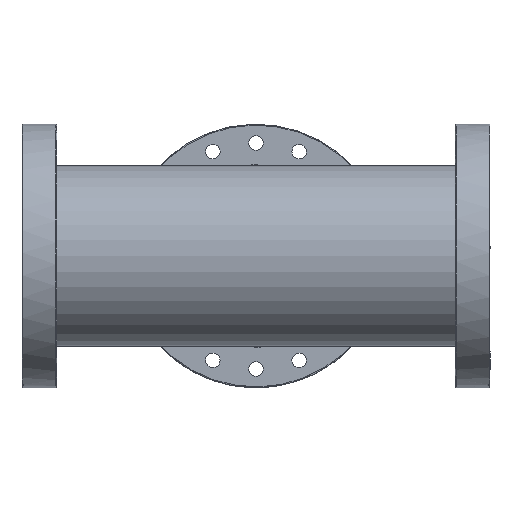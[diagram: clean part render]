
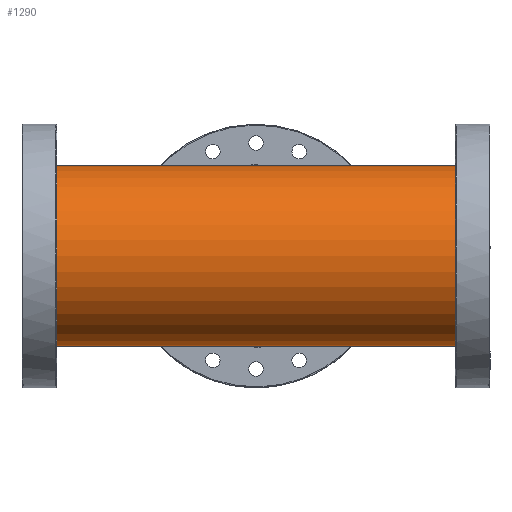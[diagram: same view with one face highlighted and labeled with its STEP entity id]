
A CAD part, front view. The second image highlights one B-rep face of the part: STEP entity #1290.
In plain terms, the highlighted cylindrical face has radius 52 mm (diameter 104 mm), a full revolution.
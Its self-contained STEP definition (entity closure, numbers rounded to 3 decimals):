
#915=CARTESIAN_POINT('',(0.0,0.0,-52.0));
#916=VERTEX_POINT('',#915);
#917=CARTESIAN_POINT('',(0.0,0.0,52.0));
#918=VERTEX_POINT('',#917);
#919=CARTESIAN_POINT('',(0.0,0.0,0.0));
#920=DIRECTION('',(0.655,0.756,0.0));
#921=DIRECTION('',(-0.756,0.655,0.0));
#922=AXIS2_PLACEMENT_3D('',#919,#920,#921);
#923=ELLIPSE('',#922,79.398,52.);
#924=EDGE_CURVE('',#916,#918,#923,.T.);
#1177=CARTESIAN_POINT('',(0.0,0.0,0.0));
#1178=DIRECTION('',(-0.655,0.756,0.0));
#1179=DIRECTION('',(0.756,0.655,0.0));
#1180=AXIS2_PLACEMENT_3D('',#1177,#1178,#1179);
#1181=ELLIPSE('',#1180,79.398,52.);
#1182=EDGE_CURVE('',#918,#916,#1181,.T.);
#1259=CARTESIAN_POINT('',(0.0,0.0,0.0));
#1260=DIRECTION('',(1.0,0.0,0.0));
#1261=DIRECTION('',(0.0,-1.0,0.0));
#1262=AXIS2_PLACEMENT_3D('',#1259,#1260,#1261);
#1263=CYLINDRICAL_SURFACE('',#1262,52.0);
#1264=CARTESIAN_POINT('',(125.5,52.0,0.));
#1265=VERTEX_POINT('',#1264);
#1266=CARTESIAN_POINT('',(125.5,0.0,0.0));
#1267=DIRECTION('',(-1.0,0.0,0.0));
#1268=DIRECTION('',(0.0,-1.0,0.0));
#1269=AXIS2_PLACEMENT_3D('',#1266,#1267,#1268);
#1270=CIRCLE('',#1269,52.0);
#1271=EDGE_CURVE('',#1265,#1265,#1270,.T.);
#1272=ORIENTED_EDGE('',*,*,#1271,.T.);
#1273=EDGE_LOOP('',(#1272));
#1274=FACE_OUTER_BOUND('',#1273,.T.);
#1275=ORIENTED_EDGE('',*,*,#924,.F.);
#1276=ORIENTED_EDGE('',*,*,#1182,.F.);
#1277=EDGE_LOOP('',(#1275,#1276));
#1278=FACE_BOUND('',#1277,.T.);
#1279=CARTESIAN_POINT('',(-125.5,52.0,0.));
#1280=VERTEX_POINT('',#1279);
#1281=CARTESIAN_POINT('',(-125.5,0.0,0.0));
#1282=DIRECTION('',(1.0,0.0,0.0));
#1283=DIRECTION('',(0.0,-1.0,0.0));
#1284=AXIS2_PLACEMENT_3D('',#1281,#1282,#1283);
#1285=CIRCLE('',#1284,52.0);
#1286=EDGE_CURVE('',#1280,#1280,#1285,.T.);
#1287=ORIENTED_EDGE('',*,*,#1286,.T.);
#1288=EDGE_LOOP('',(#1287));
#1289=FACE_BOUND('',#1288,.T.);
#1290=ADVANCED_FACE('',(#1274,#1278,#1289),#1263,.T.);
